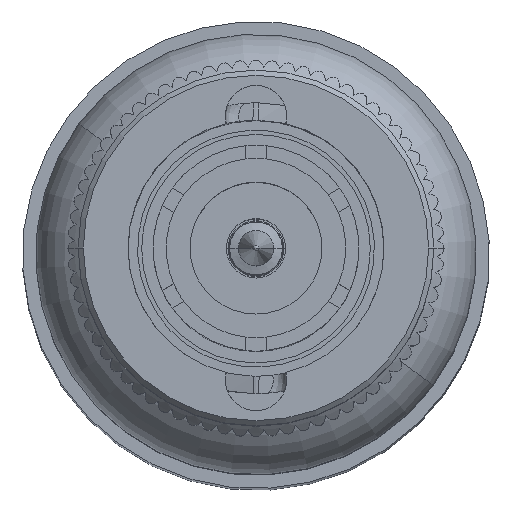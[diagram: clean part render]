
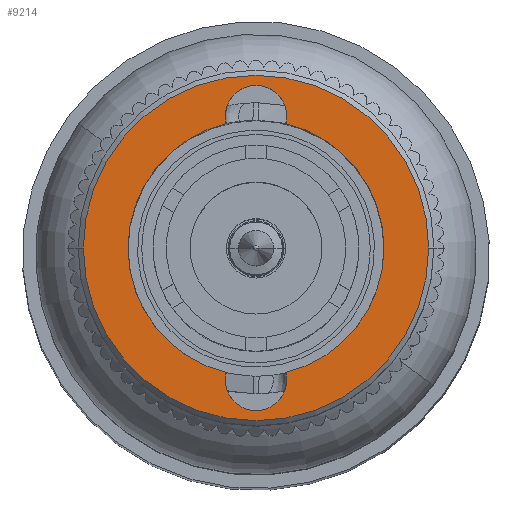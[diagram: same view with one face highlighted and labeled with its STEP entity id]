
A CAD part, top view. The second image highlights one B-rep face of the part: STEP entity #9214.
In plain terms, the highlighted planar face has unit normal (0, 0, 1).
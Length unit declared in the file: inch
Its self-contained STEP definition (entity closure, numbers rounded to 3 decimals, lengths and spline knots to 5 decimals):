
#19 = ORIENTED_EDGE ( 'NONE', *, *, #12365, .T. ) ;
#51 = CIRCLE ( 'NONE', #12173, 0.0465 ) ;
#104 = DIRECTION ( 'NONE',  ( 1., 0., 0. ) ) ;
#241 = ORIENTED_EDGE ( 'NONE', *, *, #17664, .F. ) ;
#298 = CARTESIAN_POINT ( 'NONE',  ( 0.26181, 0., 0. ) ) ;
#376 = AXIS2_PLACEMENT_3D ( 'NONE', #1166, #5855, #16566 ) ;
#554 = CARTESIAN_POINT ( 'NONE',  ( -0.0451, 0.18868, 0. ) ) ;
#787 = AXIS2_PLACEMENT_3D ( 'NONE', #298, #7098, #19255 ) ;
#1153 = VERTEX_POINT ( 'NONE', #19934 ) ;
#1165 = CARTESIAN_POINT ( 'NONE',  ( 0.0451, 0.18868, 0. ) ) ;
#1166 = CARTESIAN_POINT ( 'NONE',  ( 0., 0.2, 0. ) ) ;
#1566 = DIRECTION ( 'NONE',  ( 1., 0., 0. ) ) ;
#1673 = DIRECTION ( 'NONE',  ( 0., 0., 1. ) ) ;
#1758 = EDGE_CURVE ( 'NONE', #9900, #20678, #10484, .T. ) ;
#1784 = VERTEX_POINT ( 'NONE', #2937 ) ;
#1901 = AXIS2_PLACEMENT_3D ( 'NONE', #8590, #17394, #104 ) ;
#2930 = CIRCLE ( 'NONE', #17885, 0.0465 ) ;
#2937 = CARTESIAN_POINT ( 'NONE',  ( -0.26181, 0., 0. ) ) ;
#2965 = CIRCLE ( 'NONE', #12600, 0.194 ) ;
#2973 = PLANE ( 'NONE',  #787 ) ;
#2984 = DIRECTION ( 'NONE',  ( 1., 0., 0. ) ) ;
#3022 = DIRECTION ( 'NONE',  ( 0., 0., 1. ) ) ;
#3120 = CARTESIAN_POINT ( 'NONE',  ( 0., -0.2, 0. ) ) ;
#3307 = FACE_BOUND ( 'NONE', #5607, .T. ) ;
#3414 = CARTESIAN_POINT ( 'NONE',  ( 0.26181, 0., 0. ) ) ;
#3694 = CIRCLE ( 'NONE', #6211, 0.194 ) ;
#3719 = VERTEX_POINT ( 'NONE', #3414 ) ;
#4440 = DIRECTION ( 'NONE',  ( 0., 0., 1. ) ) ;
#4471 = EDGE_CURVE ( 'NONE', #3719, #1784, #20742, .T. ) ;
#4654 = AXIS2_PLACEMENT_3D ( 'NONE', #10017, #20147, #8469 ) ;
#4744 = CARTESIAN_POINT ( 'NONE',  ( 0., 0., 0. ) ) ;
#5087 = DIRECTION ( 'NONE',  ( 1., 0., 0. ) ) ;
#5106 = DIRECTION ( 'NONE',  ( 1., 0., 0. ) ) ;
#5387 = VERTEX_POINT ( 'NONE', #6712 ) ;
#5607 = EDGE_LOOP ( 'NONE', ( #13139, #17809, #14693, #16843, #241, #19798, #18429, #18839, #12904, #21086 ) ) ;
#5615 = DIRECTION ( 'NONE',  ( 0., 0., 1. ) ) ;
#5677 = VERTEX_POINT ( 'NONE', #7480 ) ;
#5855 = DIRECTION ( 'NONE',  ( 0., 0., 1. ) ) ;
#5921 = EDGE_CURVE ( 'NONE', #19605, #9900, #11569, .T. ) ;
#6152 = EDGE_CURVE ( 'NONE', #20678, #19113, #3694, .T. ) ;
#6211 = AXIS2_PLACEMENT_3D ( 'NONE', #4744, #20021, #20144 ) ;
#6647 = VERTEX_POINT ( 'NONE', #1165 ) ;
#6712 = CARTESIAN_POINT ( 'NONE',  ( 0.194, 0., 0. ) ) ;
#6836 = CARTESIAN_POINT ( 'NONE',  ( 0.0465, -0.2, 0. ) ) ;
#7098 = DIRECTION ( 'NONE',  ( 0., 0., 1. ) ) ;
#7176 = DIRECTION ( 'NONE',  ( 1., 0., 0. ) ) ;
#7316 = DIRECTION ( 'NONE',  ( 1., 0., 0. ) ) ;
#7325 = EDGE_CURVE ( 'NONE', #6647, #1153, #20502, .T. ) ;
#7480 = CARTESIAN_POINT ( 'NONE',  ( 0.0451, -0.18868, 0. ) ) ;
#7541 = CIRCLE ( 'NONE', #4654, 0.0465 ) ;
#8007 = AXIS2_PLACEMENT_3D ( 'NONE', #10368, #10483, #17275 ) ;
#8469 = DIRECTION ( 'NONE',  ( 1., 0., 0. ) ) ;
#8590 = CARTESIAN_POINT ( 'NONE',  ( 0., 0., 0. ) ) ;
#8878 = EDGE_CURVE ( 'NONE', #14666, #15356, #51, .T. ) ;
#9097 = CARTESIAN_POINT ( 'NONE',  ( 0., -0.2, 0. ) ) ;
#9188 = EDGE_CURVE ( 'NONE', #19113, #14666, #7541, .T. ) ;
#9214 = ADVANCED_FACE ( 'NONE', ( #3307, #16926 ), #2973, .T. ) ;
#9655 = CARTESIAN_POINT ( 'NONE',  ( -0.194, 0., 0. ) ) ;
#9900 = VERTEX_POINT ( 'NONE', #554 ) ;
#10010 = CIRCLE ( 'NONE', #376, 0.0465 ) ;
#10017 = CARTESIAN_POINT ( 'NONE',  ( 0., -0.2, 0. ) ) ;
#10315 = EDGE_CURVE ( 'NONE', #1153, #19605, #10010, .T. ) ;
#10368 = CARTESIAN_POINT ( 'NONE',  ( 0., 0.2, 0. ) ) ;
#10483 = DIRECTION ( 'NONE',  ( 0., 0., 1. ) ) ;
#10484 = CIRCLE ( 'NONE', #16885, 0.194 ) ;
#11313 = CARTESIAN_POINT ( 'NONE',  ( 0., 0.2, 0. ) ) ;
#11569 = CIRCLE ( 'NONE', #8007, 0.0465 ) ;
#11610 = EDGE_CURVE ( 'NONE', #15356, #5677, #2930, .T. ) ;
#11917 = AXIS2_PLACEMENT_3D ( 'NONE', #20361, #16706, #5087 ) ;
#12173 = AXIS2_PLACEMENT_3D ( 'NONE', #3120, #1673, #5106 ) ;
#12350 = CARTESIAN_POINT ( 'NONE',  ( 0., 0., 0. ) ) ;
#12365 = EDGE_CURVE ( 'NONE', #1784, #3719, #18636, .T. ) ;
#12600 = AXIS2_PLACEMENT_3D ( 'NONE', #21620, #4440, #2984 ) ;
#12904 = ORIENTED_EDGE ( 'NONE', *, *, #9188, .F. ) ;
#13139 = ORIENTED_EDGE ( 'NONE', *, *, #1758, .F. ) ;
#14666 = VERTEX_POINT ( 'NONE', #20596 ) ;
#14693 = ORIENTED_EDGE ( 'NONE', *, *, #10315, .F. ) ;
#15188 = AXIS2_PLACEMENT_3D ( 'NONE', #11313, #21648, #18183 ) ;
#15258 = CARTESIAN_POINT ( 'NONE',  ( -0.0451, -0.18868, 0. ) ) ;
#15356 = VERTEX_POINT ( 'NONE', #6836 ) ;
#15689 = DIRECTION ( 'NONE',  ( 0., 0., 1. ) ) ;
#16566 = DIRECTION ( 'NONE',  ( -1., 0., 0. ) ) ;
#16706 = DIRECTION ( 'NONE',  ( 0., 0., 1. ) ) ;
#16843 = ORIENTED_EDGE ( 'NONE', *, *, #7325, .F. ) ;
#16885 = AXIS2_PLACEMENT_3D ( 'NONE', #12350, #15689, #7316 ) ;
#16895 = CIRCLE ( 'NONE', #11917, 0.194 ) ;
#16926 = FACE_OUTER_BOUND ( 'NONE', #21339, .T. ) ;
#17275 = DIRECTION ( 'NONE',  ( -1., 0., 0. ) ) ;
#17394 = DIRECTION ( 'NONE',  ( 0., 0., 1. ) ) ;
#17664 = EDGE_CURVE ( 'NONE', #5387, #6647, #16895, .T. ) ;
#17809 = ORIENTED_EDGE ( 'NONE', *, *, #5921, .F. ) ;
#17885 = AXIS2_PLACEMENT_3D ( 'NONE', #9097, #5615, #7176 ) ;
#18183 = DIRECTION ( 'NONE',  ( -1., 0., 0. ) ) ;
#18408 = CARTESIAN_POINT ( 'NONE',  ( 0., 0., 0. ) ) ;
#18429 = ORIENTED_EDGE ( 'NONE', *, *, #11610, .F. ) ;
#18432 = CARTESIAN_POINT ( 'NONE',  ( -0.0465, 0.2, 0. ) ) ;
#18636 = CIRCLE ( 'NONE', #1901, 0.26181 ) ;
#18652 = EDGE_CURVE ( 'NONE', #5677, #5387, #2965, .T. ) ;
#18839 = ORIENTED_EDGE ( 'NONE', *, *, #8878, .F. ) ;
#18978 = AXIS2_PLACEMENT_3D ( 'NONE', #18408, #3022, #1566 ) ;
#19113 = VERTEX_POINT ( 'NONE', #15258 ) ;
#19255 = DIRECTION ( 'NONE',  ( 1., 0., 0. ) ) ;
#19605 = VERTEX_POINT ( 'NONE', #18432 ) ;
#19798 = ORIENTED_EDGE ( 'NONE', *, *, #18652, .F. ) ;
#19934 = CARTESIAN_POINT ( 'NONE',  ( 0.0465, 0.2, 0. ) ) ;
#20021 = DIRECTION ( 'NONE',  ( 0., 0., 1. ) ) ;
#20144 = DIRECTION ( 'NONE',  ( 1., 0., 0. ) ) ;
#20147 = DIRECTION ( 'NONE',  ( 0., 0., 1. ) ) ;
#20361 = CARTESIAN_POINT ( 'NONE',  ( 0., 0., 0. ) ) ;
#20502 = CIRCLE ( 'NONE', #15188, 0.0465 ) ;
#20578 = ORIENTED_EDGE ( 'NONE', *, *, #4471, .T. ) ;
#20596 = CARTESIAN_POINT ( 'NONE',  ( -0.0465, -0.2, 0. ) ) ;
#20678 = VERTEX_POINT ( 'NONE', #9655 ) ;
#20742 = CIRCLE ( 'NONE', #18978, 0.26181 ) ;
#21086 = ORIENTED_EDGE ( 'NONE', *, *, #6152, .F. ) ;
#21339 = EDGE_LOOP ( 'NONE', ( #19, #20578 ) ) ;
#21620 = CARTESIAN_POINT ( 'NONE',  ( 0., 0., 0. ) ) ;
#21648 = DIRECTION ( 'NONE',  ( 0., 0., 1. ) ) ;
